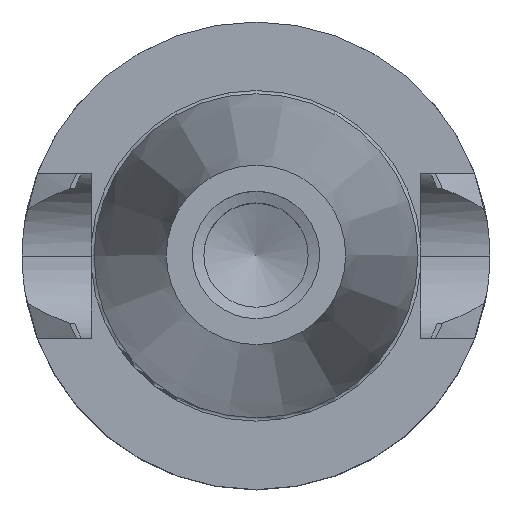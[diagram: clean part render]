
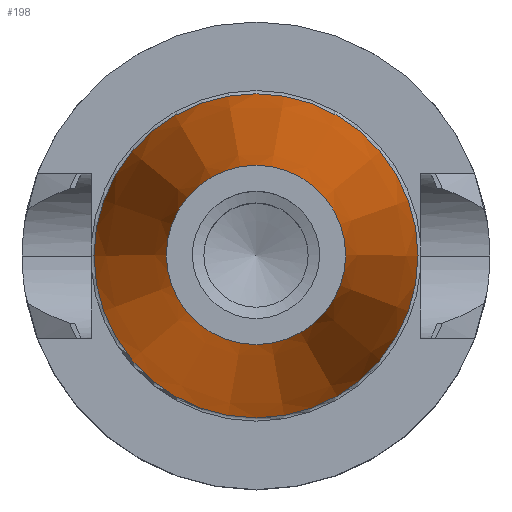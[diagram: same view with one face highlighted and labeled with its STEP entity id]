
A CAD part, top view. The second image highlights one B-rep face of the part: STEP entity #198.
In plain terms, the highlighted conical face has half-angle 8.298 degrees and reference radius 8.816 mm.
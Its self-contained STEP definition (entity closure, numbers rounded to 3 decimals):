
#198=ADVANCED_FACE('',(#258,#259),#231,.T.);
#231=CONICAL_SURFACE('',#777,8.816,8.298);
#258=FACE_BOUND('',#295,.T.);
#259=FACE_BOUND('',#296,.T.);
#295=EDGE_LOOP('',(#381));
#296=EDGE_LOOP('',(#382));
#381=ORIENTED_EDGE('',*,*,#627,.T.);
#382=ORIENTED_EDGE('',*,*,#625,.F.);
#553=VERTEX_POINT('',#1133);
#555=VERTEX_POINT('',#1140);
#625=EDGE_CURVE('',#553,#553,#701,.T.);
#627=EDGE_CURVE('',#555,#555,#703,.T.);
#701=CIRCLE('',#770,15.933);
#703=CIRCLE('',#775,8.816);
#770=AXIS2_PLACEMENT_3D('',#1132,#899,#900);
#775=AXIS2_PLACEMENT_3D('',#1139,#909,#910);
#777=AXIS2_PLACEMENT_3D('',#1142,#913,#914);
#899=DIRECTION('',(0.,0.,-1.));
#900=DIRECTION('',(-1.,0.,0.));
#909=DIRECTION('',(0.,0.,-1.));
#910=DIRECTION('',(-1.,0.,0.));
#913=DIRECTION('',(0.,0.,-1.));
#914=DIRECTION('',(-1.,0.,0.));
#1132=CARTESIAN_POINT('',(0.,0.,-0.4));
#1133=CARTESIAN_POINT('',(-15.933,0.,-0.4));
#1139=CARTESIAN_POINT('',(0.,0.,48.4));
#1140=CARTESIAN_POINT('',(-8.816,0.,48.4));
#1142=CARTESIAN_POINT('',(0.,0.,48.4));
